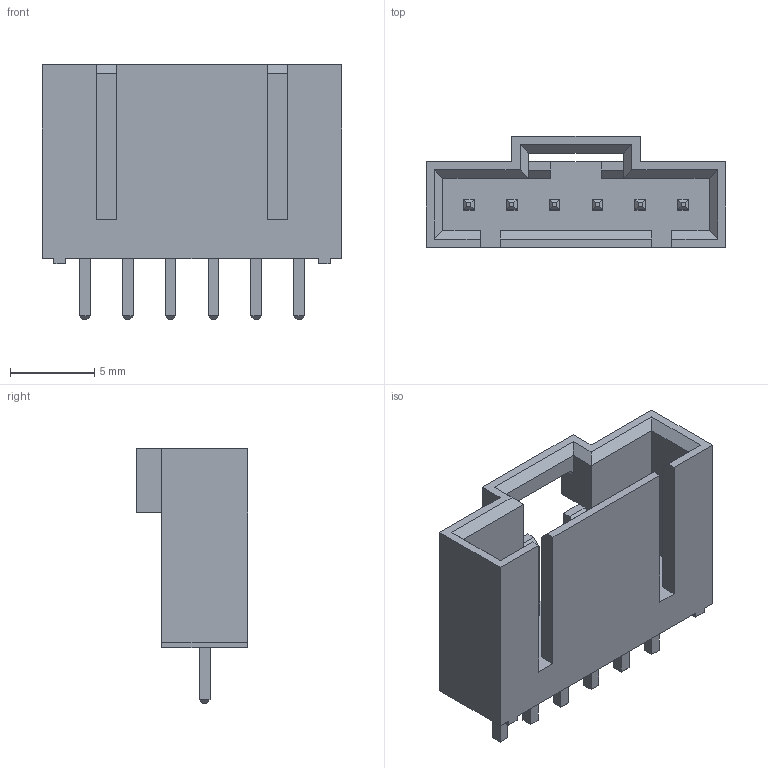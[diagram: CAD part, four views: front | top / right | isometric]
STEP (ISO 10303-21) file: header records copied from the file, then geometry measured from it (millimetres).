
FILE_DESCRIPTION (( 'STEP AP214' ), '1' );
FILE_NAME ('MX2.54-6.STEP', '2020-11-10T10:31:13', ( 'Elessar' ), ( '' ), 'SwSTEP 2.0', 'SolidWorks 2018', '' );
FILE_SCHEMA (( 'AUTOMOTIVE_DESIGN' ));
Length unit declared in the file: millimetre
Products named in the file (1): MX2.54-6
Bounding box: 17.79 x 6.6 x 15.1 mm (x, y, z)
Volume: 572.8 mm3; surface area: 1179.9 mm2
Topology: 1 solids, 1 shells, 162 faces, 392 edges, 242 vertices
Faces by surface type: plane 160, cylinder 2
Entity records: 5782 total; most frequent: CARTESIAN_POINT 797, ORIENTED_EDGE 784, DIRECTION 722, EDGE_CURVE 392, VECTOR 388, LINE 388, VERTEX_POINT 242, EDGE_LOOP 174
